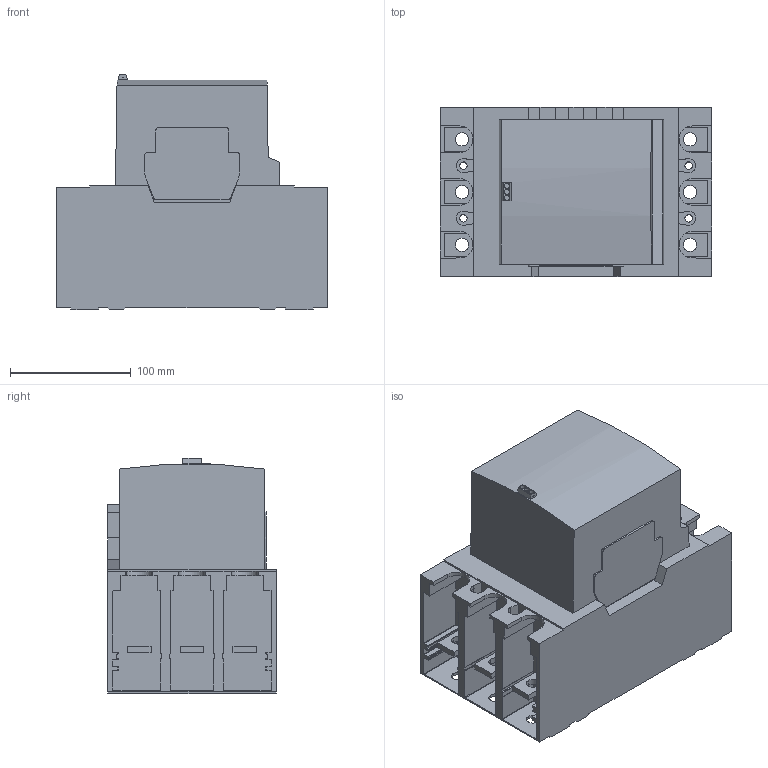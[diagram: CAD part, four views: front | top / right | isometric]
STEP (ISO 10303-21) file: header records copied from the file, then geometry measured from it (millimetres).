
FILE_DESCRIPTION((''),'2;1');
FILE_NAME('100-E370E_SIMPLIFIED','2018-01-16T',('cwyrsch'),('Rockwell Automation Switzerland GmbH'),'PRO/ENGINEER BY PARAMETRIC TECHNOLOGY CORPORATION, 2015440','PRO/ENGINEER BY PARAMETRIC TECHNOLOGY CORPORATION, 2015440','');
FILE_SCHEMA(('AUTOMOTIVE_DESIGN { 1 0 10303 214 1 1 1 1 }'));
Length unit declared in the file: millimetre
Products named in the file (1): 100-E370E_SIMPLIFIED
Bounding box: 225.04 x 140.03 x 195.42 mm (x, y, z)
Volume: 3757622.4 mm3; surface area: 259709.3 mm2
Topology: 1 solids, 1 shells, 406 faces, 1176 edges, 784 vertices
Faces by surface type: plane 285, extrusion 62, cylinder 59
Entity records: 17702 total; most frequent: CARTESIAN_POINT 3473, ORIENTED_EDGE 2352, DIRECTION 1914, PRESENTATION_STYLE_ASSIGNMENT 1177, STYLED_ITEM 1177, CURVE_STYLE 1176, EDGE_CURVE 1176, VECTOR 994
